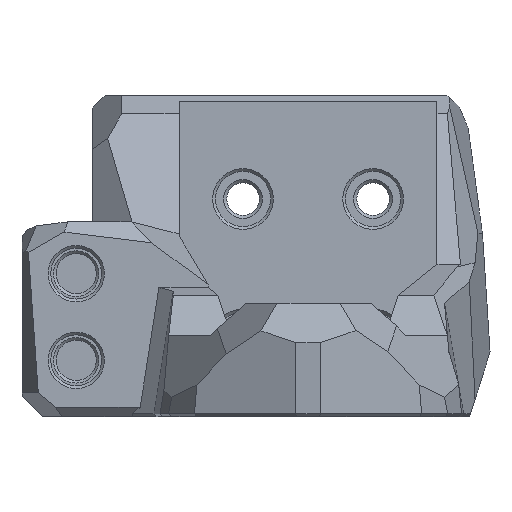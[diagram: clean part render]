
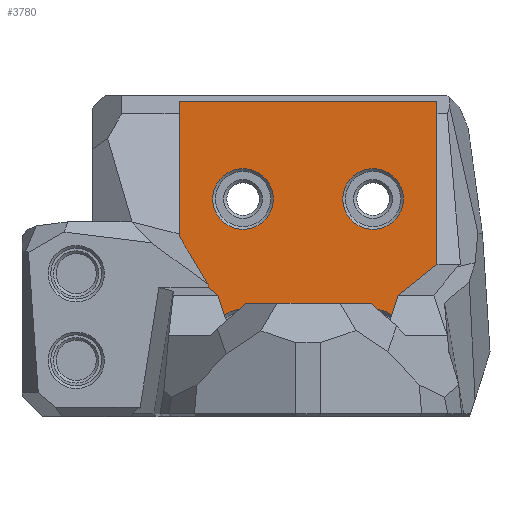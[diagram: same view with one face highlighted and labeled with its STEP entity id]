
A CAD part, front view. The second image highlights one B-rep face of the part: STEP entity #3780.
In plain terms, the highlighted planar face has unit normal (0, -1, 0).
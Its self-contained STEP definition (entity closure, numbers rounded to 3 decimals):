
#69=FACE_BOUND('',#509,.T.);
#70=FACE_BOUND('',#510,.T.);
#149=CIRCLE('',#3975,2.8);
#150=CIRCLE('',#3977,2.8);
#151=CIRCLE('',#3979,2.85);
#152=CIRCLE('',#3981,1.);
#154=CIRCLE('',#3985,1.);
#155=CIRCLE('',#3987,2.85);
#156=CIRCLE('',#3990,1.);
#159=CIRCLE('',#3994,1.);
#294=FACE_OUTER_BOUND('',#508,.T.);
#508=EDGE_LOOP('',(#2950,#2951,#2952,#2953,#2954,#2955,#2956,#2957,#2958,
#2959,#2960,#2961));
#509=EDGE_LOOP('',(#2962));
#510=EDGE_LOOP('',(#2963));
#717=LINE('',#5562,#1160);
#861=LINE('',#5968,#1304);
#864=LINE('',#5973,#1307);
#865=LINE('',#5975,#1308);
#866=LINE('',#5976,#1309);
#867=LINE('',#5977,#1310);
#1160=VECTOR('',#4477,7.182);
#1304=VECTOR('',#4759,23.586);
#1307=VECTOR('',#4764,23.8);
#1308=VECTOR('',#4765,23.586);
#1309=VECTOR('',#4766,3.488);
#1310=VECTOR('',#4767,3.488);
#1613=VERTEX_POINT('',#5522);
#1614=VERTEX_POINT('',#5526);
#1615=VERTEX_POINT('',#5530);
#1616=VERTEX_POINT('',#5539);
#1617=VERTEX_POINT('',#5550);
#1619=VERTEX_POINT('',#5561);
#1621=VERTEX_POINT('',#5567);
#1622=VERTEX_POINT('',#5584);
#1624=VERTEX_POINT('',#5597);
#1628=VERTEX_POINT('',#5606);
#1733=VERTEX_POINT('',#5966);
#1734=VERTEX_POINT('',#5967);
#1735=VERTEX_POINT('',#5972);
#1736=VERTEX_POINT('',#5974);
#2010=EDGE_CURVE('',#1613,#1613,#149,.T.);
#2012=EDGE_CURVE('',#1614,#1614,#150,.T.);
#2014=EDGE_CURVE('',#1616,#1615,#151,.T.);
#2016=EDGE_CURVE('',#1617,#1616,#152,.T.);
#2019=EDGE_CURVE('',#1617,#1619,#717,.T.);
#2024=EDGE_CURVE('',#1621,#1619,#154,.T.);
#2025=EDGE_CURVE('',#1622,#1621,#155,.T.);
#2028=EDGE_CURVE('',#1624,#1622,#156,.T.);
#2033=EDGE_CURVE('',#1615,#1628,#159,.T.);
#2188=EDGE_CURVE('',#1733,#1734,#861,.T.);
#2191=EDGE_CURVE('',#1735,#1733,#864,.T.);
#2192=EDGE_CURVE('',#1735,#1736,#865,.T.);
#2193=EDGE_CURVE('',#1624,#1736,#866,.T.);
#2194=EDGE_CURVE('',#1628,#1734,#867,.T.);
#2950=ORIENTED_EDGE('',*,*,#2188,.F.);
#2951=ORIENTED_EDGE('',*,*,#2191,.F.);
#2952=ORIENTED_EDGE('',*,*,#2192,.T.);
#2953=ORIENTED_EDGE('',*,*,#2193,.F.);
#2954=ORIENTED_EDGE('',*,*,#2028,.T.);
#2955=ORIENTED_EDGE('',*,*,#2025,.T.);
#2956=ORIENTED_EDGE('',*,*,#2024,.T.);
#2957=ORIENTED_EDGE('',*,*,#2019,.F.);
#2958=ORIENTED_EDGE('',*,*,#2016,.T.);
#2959=ORIENTED_EDGE('',*,*,#2014,.T.);
#2960=ORIENTED_EDGE('',*,*,#2033,.T.);
#2961=ORIENTED_EDGE('',*,*,#2194,.T.);
#2962=ORIENTED_EDGE('',*,*,#2012,.T.);
#2963=ORIENTED_EDGE('',*,*,#2010,.F.);
#3591=PLANE('',#4052);
#3780=ADVANCED_FACE('',(#294,#69,#70),#3591,.F.);
#3975=AXIS2_PLACEMENT_3D('',#5524,#4459,#4460);
#3977=AXIS2_PLACEMENT_3D('',#5528,#4464,#4465);
#3979=AXIS2_PLACEMENT_3D('',#5540,#4468,#4469);
#3981=AXIS2_PLACEMENT_3D('',#5551,#4472,#4473);
#3985=AXIS2_PLACEMENT_3D('',#5582,#4483,#4484);
#3987=AXIS2_PLACEMENT_3D('',#5585,#4487,#4488);
#3990=AXIS2_PLACEMENT_3D('',#5598,#4493,#4494);
#3994=AXIS2_PLACEMENT_3D('',#5608,#4503,#4504);
#4052=AXIS2_PLACEMENT_3D('',#5971,#4762,#4763);
#4459=DIRECTION('center_axis',(0.,-1.,0.));
#4460=DIRECTION('ref_axis',(0.,0.,-1.));
#4464=DIRECTION('center_axis',(0.,1.,0.));
#4465=DIRECTION('ref_axis',(0.,0.,-1.));
#4468=DIRECTION('center_axis',(0.,1.,0.));
#4469=DIRECTION('ref_axis',(0.,0.,-1.));
#4472=DIRECTION('center_axis',(0.,1.,0.));
#4473=DIRECTION('ref_axis',(0.,0.,-1.));
#4477=DIRECTION('',(-1.,0.,0.));
#4483=DIRECTION('center_axis',(0.,1.,0.));
#4484=DIRECTION('ref_axis',(0.,0.,-1.));
#4487=DIRECTION('center_axis',(0.,1.,0.));
#4488=DIRECTION('ref_axis',(0.,0.,-1.));
#4493=DIRECTION('center_axis',(0.,1.,0.));
#4494=DIRECTION('ref_axis',(0.,0.,-1.));
#4503=DIRECTION('center_axis',(0.,1.,0.));
#4504=DIRECTION('ref_axis',(0.,0.,-1.));
#4759=DIRECTION('',(0.,0.,-1.));
#4762=DIRECTION('center_axis',(0.,1.,0.));
#4763=DIRECTION('ref_axis',(0.,0.,1.));
#4764=DIRECTION('',(1.,0.,0.));
#4765=DIRECTION('',(0.,0.,-1.));
#4766=DIRECTION('',(-1.,0.,0.));
#4767=DIRECTION('',(1.,0.,0.));
#5522=CARTESIAN_POINT('',(6.001,72.831,26.756));
#5524=CARTESIAN_POINT('Origin',(6.001,72.831,23.956));
#5526=CARTESIAN_POINT('',(-6.002,72.831,26.756));
#5528=CARTESIAN_POINT('Origin',(-6.002,72.831,23.956));
#5530=CARTESIAN_POINT('',(8.355,72.831,9.348));
#5539=CARTESIAN_POINT('',(3.648,72.831,9.348));
#5540=CARTESIAN_POINT('Origin',(6.001,72.831,10.956));
#5550=CARTESIAN_POINT('',(3.591,72.831,9.35));
#5551=CARTESIAN_POINT('Origin',(3.591,72.831,8.35));
#5561=CARTESIAN_POINT('',(-3.591,72.831,9.35));
#5562=CARTESIAN_POINT('',(3.591,72.831,9.35));
#5567=CARTESIAN_POINT('',(-3.649,72.831,9.348));
#5582=CARTESIAN_POINT('Origin',(-3.591,72.831,8.35));
#5584=CARTESIAN_POINT('',(-8.355,72.831,9.348));
#5585=CARTESIAN_POINT('Origin',(-6.002,72.831,10.956));
#5597=CARTESIAN_POINT('',(-8.413,72.831,9.35));
#5598=CARTESIAN_POINT('Origin',(-8.413,72.831,8.35));
#5606=CARTESIAN_POINT('',(8.412,72.831,9.35));
#5608=CARTESIAN_POINT('Origin',(8.412,72.831,8.35));
#5966=CARTESIAN_POINT('',(11.9,72.831,32.936));
#5967=CARTESIAN_POINT('',(11.9,72.831,9.35));
#5968=CARTESIAN_POINT('',(11.9,72.831,32.936));
#5971=CARTESIAN_POINT('Origin',(16.043,72.831,24.678));
#5972=CARTESIAN_POINT('',(-11.9,72.831,32.936));
#5973=CARTESIAN_POINT('',(-11.9,72.831,32.936));
#5974=CARTESIAN_POINT('',(-11.9,72.831,9.35));
#5975=CARTESIAN_POINT('',(-11.9,72.831,32.936));
#5976=CARTESIAN_POINT('',(-8.413,72.831,9.35));
#5977=CARTESIAN_POINT('',(8.412,72.831,9.35));
